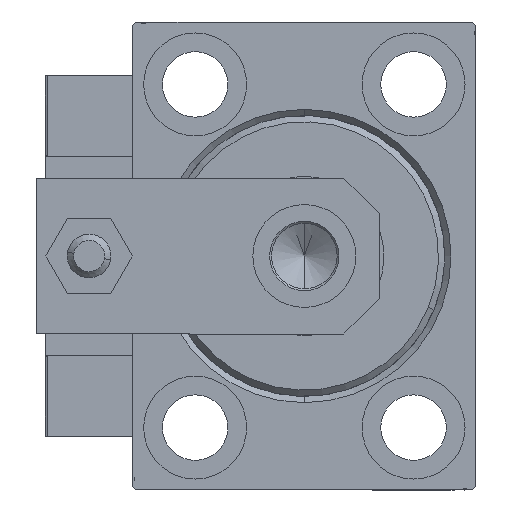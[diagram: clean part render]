
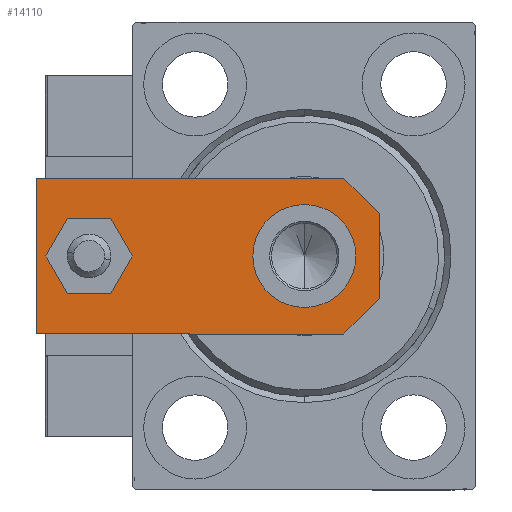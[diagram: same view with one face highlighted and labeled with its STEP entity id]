
A CAD part, left-side view. The second image highlights one B-rep face of the part: STEP entity #14110.
In plain terms, the highlighted face is planar.
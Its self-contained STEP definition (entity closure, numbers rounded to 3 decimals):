
#725 = FACE_BOUND ( 'NONE', #14446, .T. ) ;
#2348 = ORIENTED_EDGE ( 'NONE', *, *, #9655, .F. ) ;
#2349 = DIRECTION ( 'NONE',  ( 0., 0., 1. ) ) ;
#3044 = DIRECTION ( 'NONE',  ( -1., 0., 0. ) ) ;
#3245 = ORIENTED_EDGE ( 'NONE', *, *, #5690, .F. ) ;
#3262 = CARTESIAN_POINT ( 'NONE',  ( -12.5, 55., 6. ) ) ;
#3511 = CARTESIAN_POINT ( 'NONE',  ( 12.5, 0., 6. ) ) ;
#4723 = LINE ( 'NONE', #15413, #47712 ) ;
#5030 = PLANE ( 'NONE',  #31193 ) ;
#5399 = VECTOR ( 'NONE', #39675, 1000. ) ;
#5690 = EDGE_CURVE ( 'NONE', #8073, #24291, #21305, .T. ) ;
#5928 = AXIS2_PLACEMENT_3D ( 'NONE', #12698, #43611, #8893 ) ;
#6045 = ORIENTED_EDGE ( 'NONE', *, *, #7852, .T. ) ;
#6547 = VERTEX_POINT ( 'NONE', #12229 ) ;
#7059 = AXIS2_PLACEMENT_3D ( 'NONE', #45200, #2349, #17561 ) ;
#7391 = CARTESIAN_POINT ( 'NONE',  ( -8.25, 12., 6. ) ) ;
#7852 = EDGE_CURVE ( 'NONE', #6547, #33815, #14669, .T. ) ;
#8073 = VERTEX_POINT ( 'NONE', #30877 ) ;
#8389 = DIRECTION ( 'NONE',  ( 0., 0., 1. ) ) ;
#8447 = VERTEX_POINT ( 'NONE', #18603 ) ;
#8687 = ORIENTED_EDGE ( 'NONE', *, *, #14009, .T. ) ;
#8893 = DIRECTION ( 'NONE',  ( 1., 0., 0. ) ) ;
#9095 = DIRECTION ( 'NONE',  ( 1., 0., 0. ) ) ;
#9256 = CARTESIAN_POINT ( 'NONE',  ( -12.5, 0., 6. ) ) ;
#9655 = EDGE_CURVE ( 'NONE', #38466, #13050, #23876, .T. ) ;
#9664 = VECTOR ( 'NONE', #41634, 1000. ) ;
#11608 = DIRECTION ( 'NONE',  ( 0.707, -0.707, 0. ) ) ;
#12229 = CARTESIAN_POINT ( 'NONE',  ( -12.5, 55., 6. ) ) ;
#12324 = LINE ( 'NONE', #9256, #5399 ) ;
#12594 = DIRECTION ( 'NONE',  ( 0., 0., 1. ) ) ;
#12693 = DIRECTION ( 'NONE',  ( 1., 0., 0. ) ) ;
#12698 = CARTESIAN_POINT ( 'NONE',  ( 0., 12., 6. ) ) ;
#12854 = EDGE_CURVE ( 'NONE', #13050, #38466, #40841, .T. ) ;
#13050 = VERTEX_POINT ( 'NONE', #28887 ) ;
#13285 = VECTOR ( 'NONE', #41785, 1000. ) ;
#13476 = ORIENTED_EDGE ( 'NONE', *, *, #48900, .T. ) ;
#14009 = EDGE_CURVE ( 'NONE', #19216, #6547, #26363, .T. ) ;
#14110 = ADVANCED_FACE ( 'NONE', ( #725, #43308, #28346 ), #5030, .T. ) ;
#14446 = EDGE_LOOP ( 'NONE', ( #2348, #47443 ) ) ;
#14523 = LINE ( 'NONE', #46200, #9664 ) ;
#14669 = LINE ( 'NONE', #3262, #13285 ) ;
#15311 = VECTOR ( 'NONE', #23764, 1000. ) ;
#15413 = CARTESIAN_POINT ( 'NONE',  ( -3.42, -3.42, 6. ) ) ;
#16199 = DIRECTION ( 'NONE',  ( 0., 0., 1. ) ) ;
#16604 = VECTOR ( 'NONE', #3044, 1000. ) ;
#17561 = DIRECTION ( 'NONE',  ( 1., 0., 0. ) ) ;
#18590 = ORIENTED_EDGE ( 'NONE', *, *, #19335, .F. ) ;
#18603 = CARTESIAN_POINT ( 'NONE',  ( 6.84, 0., 6. ) ) ;
#19004 = AXIS2_PLACEMENT_3D ( 'NONE', #31944, #8389, #12693 ) ;
#19216 = VERTEX_POINT ( 'NONE', #24678 ) ;
#19335 = EDGE_CURVE ( 'NONE', #24291, #8073, #28889, .T. ) ;
#19538 = VERTEX_POINT ( 'NONE', #37846 ) ;
#19560 = ORIENTED_EDGE ( 'NONE', *, *, #28305, .T. ) ;
#19722 = LINE ( 'NONE', #3511, #15311 ) ;
#20492 = CARTESIAN_POINT ( 'NONE',  ( 0., 0., 6. ) ) ;
#21305 = CIRCLE ( 'NONE', #5928, 8.25 ) ;
#22809 = CARTESIAN_POINT ( 'NONE',  ( 12.5, 55., 6. ) ) ;
#23612 = EDGE_CURVE ( 'NONE', #19538, #19216, #19722, .T. ) ;
#23643 = CARTESIAN_POINT ( 'NONE',  ( -4., 46.5, 6. ) ) ;
#23764 = DIRECTION ( 'NONE',  ( 0., 1., 0. ) ) ;
#23876 = CIRCLE ( 'NONE', #25509, 4. ) ;
#24291 = VERTEX_POINT ( 'NONE', #7391 ) ;
#24678 = CARTESIAN_POINT ( 'NONE',  ( 12.5, 55., 6. ) ) ;
#25509 = AXIS2_PLACEMENT_3D ( 'NONE', #39707, #12594, #27556 ) ;
#26156 = CARTESIAN_POINT ( 'NONE',  ( -12.5, 5.66, 6. ) ) ;
#26363 = LINE ( 'NONE', #22809, #16604 ) ;
#26520 = EDGE_LOOP ( 'NONE', ( #6045, #19560, #29666, #13476, #48864, #8687 ) ) ;
#27556 = DIRECTION ( 'NONE',  ( 1., 0., 0. ) ) ;
#28305 = EDGE_CURVE ( 'NONE', #33815, #46231, #4723, .T. ) ;
#28346 = FACE_BOUND ( 'NONE', #49001, .T. ) ;
#28887 = CARTESIAN_POINT ( 'NONE',  ( 4., 46.5, 6. ) ) ;
#28889 = CIRCLE ( 'NONE', #7059, 8.25 ) ;
#29666 = ORIENTED_EDGE ( 'NONE', *, *, #38971, .T. ) ;
#30877 = CARTESIAN_POINT ( 'NONE',  ( 8.25, 12., 6. ) ) ;
#31193 = AXIS2_PLACEMENT_3D ( 'NONE', #20492, #16199, #9095 ) ;
#31944 = CARTESIAN_POINT ( 'NONE',  ( 0., 46.5, 6. ) ) ;
#33815 = VERTEX_POINT ( 'NONE', #26156 ) ;
#36736 = CARTESIAN_POINT ( 'NONE',  ( -6.84, 0., 6. ) ) ;
#37846 = CARTESIAN_POINT ( 'NONE',  ( 12.5, 5.66, 6. ) ) ;
#38466 = VERTEX_POINT ( 'NONE', #23643 ) ;
#38971 = EDGE_CURVE ( 'NONE', #46231, #8447, #12324, .T. ) ;
#39675 = DIRECTION ( 'NONE',  ( 1., 0., 0. ) ) ;
#39707 = CARTESIAN_POINT ( 'NONE',  ( 0., 46.5, 6. ) ) ;
#40841 = CIRCLE ( 'NONE', #19004, 4. ) ;
#41634 = DIRECTION ( 'NONE',  ( 0.707, 0.707, 0. ) ) ;
#41785 = DIRECTION ( 'NONE',  ( 0., -1., 0. ) ) ;
#43308 = FACE_OUTER_BOUND ( 'NONE', #26520, .T. ) ;
#43611 = DIRECTION ( 'NONE',  ( 0., 0., 1. ) ) ;
#45200 = CARTESIAN_POINT ( 'NONE',  ( 0., 12., 6. ) ) ;
#46200 = CARTESIAN_POINT ( 'NONE',  ( 3.42, -3.42, 6. ) ) ;
#46231 = VERTEX_POINT ( 'NONE', #36736 ) ;
#47443 = ORIENTED_EDGE ( 'NONE', *, *, #12854, .F. ) ;
#47712 = VECTOR ( 'NONE', #11608, 1000. ) ;
#48864 = ORIENTED_EDGE ( 'NONE', *, *, #23612, .T. ) ;
#48900 = EDGE_CURVE ( 'NONE', #8447, #19538, #14523, .T. ) ;
#49001 = EDGE_LOOP ( 'NONE', ( #18590, #3245 ) ) ;
